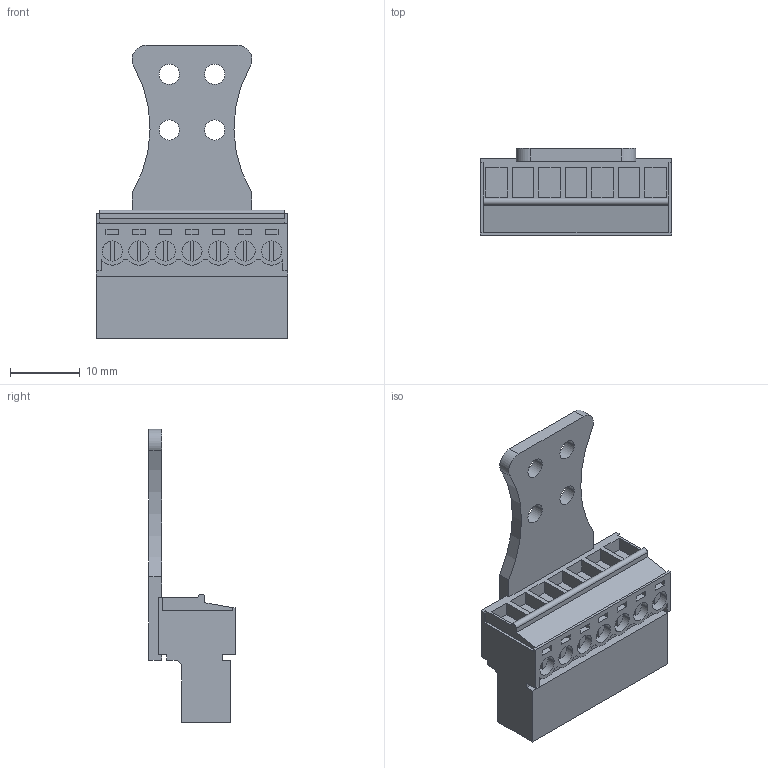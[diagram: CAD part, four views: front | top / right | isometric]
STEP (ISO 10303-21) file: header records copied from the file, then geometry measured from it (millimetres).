
FILE_DESCRIPTION(('CATIA V5 STEP Exchange','CAx-IF Rec.Pracs.--- Model Styling and Organization---1.2---2011-12-15'),'2;1');
FILE_NAME ('D1450093_0', '2018-05-11T14:36:05+00:00', ('none'), ('Weidmueller'), 'CATIA Version 5-6 Release 2014', 'CATIA V5 STEP AP214', 'none');
FILE_SCHEMA(('AUTOMOTIVE_DESIGN { 1 0 10303 214 1 1 1 1 }'));
Length unit declared in the file: millimetre
Products named in the file (1): 1237030000
Bounding box: 27.46 x 12.45 x 42.1 mm (x, y, z)
Volume: 3894.7 mm3; surface area: 5283.8 mm2
Topology: 16 solids, 16 shells, 464 faces, 1203 edges, 806 vertices
Faces by surface type: plane 395, cylinder 69
Entity records: 13351 total; most frequent: ORIENTED_EDGE 2406, CARTESIAN_POINT 2389, DIRECTION 1699, EDGE_CURVE 1203, VECTOR 995, LINE 995, VERTEX_POINT 806, EDGE_LOOP 507
